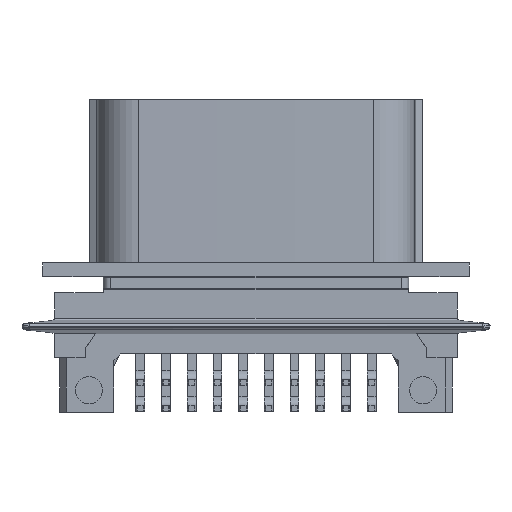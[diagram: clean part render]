
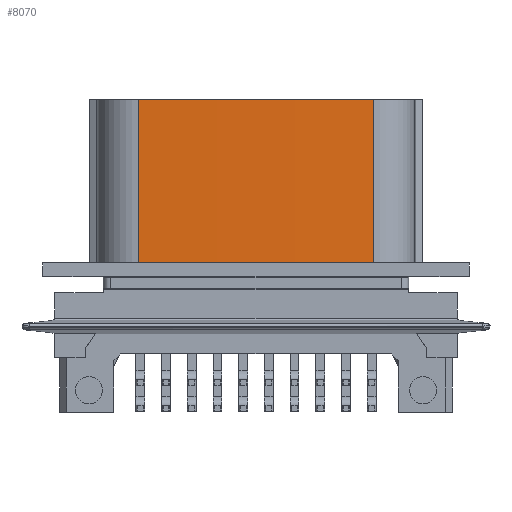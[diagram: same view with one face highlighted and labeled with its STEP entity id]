
A CAD part, front view. The second image highlights one B-rep face of the part: STEP entity #8070.
In plain terms, the highlighted cylindrical face has radius 642.873 mm (diameter 1285.75 mm), a partial arc.
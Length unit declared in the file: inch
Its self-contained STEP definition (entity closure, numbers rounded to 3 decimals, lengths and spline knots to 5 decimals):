
#462 = AXIS2_PLACEMENT_3D ( 'NONE', #14287, #4459, #12926 ) ;
#718 = CARTESIAN_POINT ( 'NONE',  ( 1.33657, 0.10662, 1.33404 ) ) ;
#1209 = DIRECTION ( 'NONE',  ( 0., 0., 1. ) ) ;
#2793 = CARTESIAN_POINT ( 'NONE',  ( 0.07986, 0.10662, 0.45965 ) ) ;
#3442 = VERTEX_POINT ( 'NONE', #2793 ) ;
#3915 = EDGE_CURVE ( 'NONE', #17329, #3442, #21711, .T. ) ;
#4166 = DIRECTION ( 'NONE',  ( 1., 0., 0. ) ) ;
#4459 = DIRECTION ( 'NONE',  ( 0., 0., 1. ) ) ;
#4970 = DIRECTION ( 'NONE',  ( 0., 0., -1. ) ) ;
#5013 = VERTEX_POINT ( 'NONE', #12122 ) ;
#5200 = ORIENTED_EDGE ( 'NONE', *, *, #18904, .T. ) ;
#6596 = CARTESIAN_POINT ( 'NONE',  ( 0.07986, 0.10662, 1.33404 ) ) ;
#6686 = CARTESIAN_POINT ( 'NONE',  ( 0.70821, 25.40878, 0.45965 ) ) ;
#8070 = ADVANCED_FACE ( 'NONE', ( #15938 ), #11145, .T. ) ;
#8917 = ORIENTED_EDGE ( 'NONE', *, *, #3915, .T. ) ;
#9140 = EDGE_LOOP ( 'NONE', ( #8917, #13990, #5200, #15176 ) ) ;
#10030 = DIRECTION ( 'NONE',  ( 0., 0., 1. ) ) ;
#10687 = CIRCLE ( 'NONE', #17803, 25.30996 ) ;
#11145 = CYLINDRICAL_SURFACE ( 'NONE', #462, 25.30996 ) ;
#12122 = CARTESIAN_POINT ( 'NONE',  ( 1.33657, 0.10662, 0.45965 ) ) ;
#12926 = DIRECTION ( 'NONE',  ( 1., 0., 0. ) ) ;
#13990 = ORIENTED_EDGE ( 'NONE', *, *, #15585, .T. ) ;
#14287 = CARTESIAN_POINT ( 'NONE',  ( 0.70821, 25.40878, 0.44624 ) ) ;
#14679 = VECTOR ( 'NONE', #1209, 39.37008 ) ;
#14992 = CIRCLE ( 'NONE', #19974, 25.30996 ) ;
#15176 = ORIENTED_EDGE ( 'NONE', *, *, #18058, .T. ) ;
#15585 = EDGE_CURVE ( 'NONE', #3442, #5013, #10687, .T. ) ;
#15638 = CARTESIAN_POINT ( 'NONE',  ( 0.70821, 25.40878, 1.33404 ) ) ;
#15938 = FACE_OUTER_BOUND ( 'NONE', #9140, .T. ) ;
#15961 = DIRECTION ( 'NONE',  ( 0., 0., -1. ) ) ;
#16126 = CARTESIAN_POINT ( 'NONE',  ( 1.33657, 0.10662, 0.44624 ) ) ;
#16927 = VECTOR ( 'NONE', #4970, 39.37008 ) ;
#17329 = VERTEX_POINT ( 'NONE', #6596 ) ;
#17803 = AXIS2_PLACEMENT_3D ( 'NONE', #6686, #10030, #19967 ) ;
#17905 = LINE ( 'NONE', #16126, #14679 ) ;
#18058 = EDGE_CURVE ( 'NONE', #21762, #17329, #14992, .T. ) ;
#18904 = EDGE_CURVE ( 'NONE', #5013, #21762, #17905, .T. ) ;
#19967 = DIRECTION ( 'NONE',  ( 1., 0., 0. ) ) ;
#19974 = AXIS2_PLACEMENT_3D ( 'NONE', #15638, #15961, #4166 ) ;
#20049 = CARTESIAN_POINT ( 'NONE',  ( 0.07986, 0.10662, 0.44624 ) ) ;
#21711 = LINE ( 'NONE', #20049, #16927 ) ;
#21762 = VERTEX_POINT ( 'NONE', #718 ) ;
